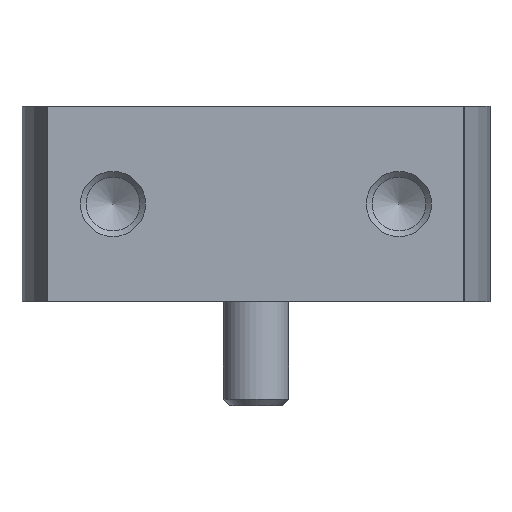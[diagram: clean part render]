
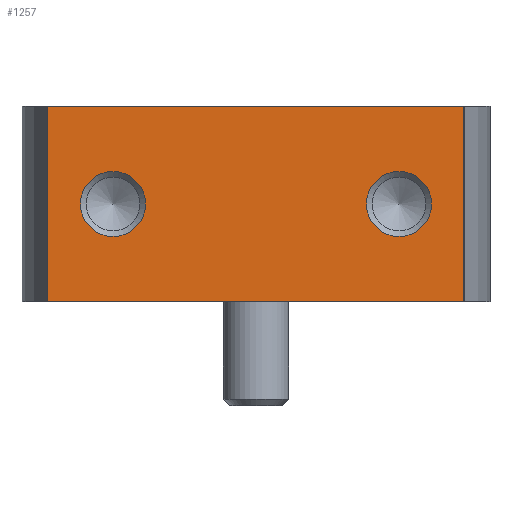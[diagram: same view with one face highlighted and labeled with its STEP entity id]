
A CAD part, left-side view. The second image highlights one B-rep face of the part: STEP entity #1257.
In plain terms, the highlighted face is planar.
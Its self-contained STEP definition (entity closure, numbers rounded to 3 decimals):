
#100=CIRCLE('',#1385,2.5);
#101=CIRCLE('',#1386,2.5);
#202=ORIENTED_EDGE('',*,*,#533,.F.);
#203=ORIENTED_EDGE('',*,*,#534,.F.);
#204=ORIENTED_EDGE('',*,*,#500,.T.);
#205=ORIENTED_EDGE('',*,*,#531,.F.);
#206=ORIENTED_EDGE('',*,*,#535,.F.);
#207=ORIENTED_EDGE('',*,*,#521,.T.);
#500=EDGE_CURVE('',#663,#669,#786,.T.);
#521=EDGE_CURVE('',#690,#663,#794,.T.);
#531=EDGE_CURVE('',#696,#669,#804,.T.);
#533=EDGE_CURVE('',#697,#697,#100,.T.);
#534=EDGE_CURVE('',#698,#698,#101,.T.);
#535=EDGE_CURVE('',#690,#696,#806,.T.);
#663=VERTEX_POINT('',#1936);
#669=VERTEX_POINT('',#1948);
#690=VERTEX_POINT('',#1992);
#696=VERTEX_POINT('',#2010);
#697=VERTEX_POINT('',#2016);
#698=VERTEX_POINT('',#2018);
#786=LINE('',#1949,#879);
#794=LINE('',#1991,#887);
#804=LINE('',#2011,#897);
#806=LINE('',#2019,#899);
#879=VECTOR('',#1534,1000.);
#887=VECTOR('',#1570,1000.);
#897=VECTOR('',#1586,1000.);
#899=VECTOR('',#1596,1000.);
#978=EDGE_LOOP('',(#202));
#979=EDGE_LOOP('',(#203));
#980=EDGE_LOOP('',(#204,#205,#206,#207));
#1097=FACE_BOUND('',#978,.T.);
#1098=FACE_BOUND('',#979,.T.);
#1099=FACE_BOUND('',#980,.T.);
#1214=PLANE('',#1384);
#1257=ADVANCED_FACE('',(#1097,#1098,#1099),#1214,.F.);
#1384=AXIS2_PLACEMENT_3D('',#2014,#1590,#1591);
#1385=AXIS2_PLACEMENT_3D('',#2015,#1592,#1593);
#1386=AXIS2_PLACEMENT_3D('',#2017,#1594,#1595);
#1534=DIRECTION('',(0.,1.,0.));
#1570=DIRECTION('',(0.,0.,-1.));
#1586=DIRECTION('',(0.,0.,-1.));
#1590=DIRECTION('',(-1.,0.,0.));
#1591=DIRECTION('',(0.,0.,1.));
#1592=DIRECTION('',(1.,0.,0.));
#1593=DIRECTION('',(0.,0.,-1.));
#1594=DIRECTION('',(1.,0.,0.));
#1595=DIRECTION('',(0.,0.,-1.));
#1596=DIRECTION('',(0.,1.,0.));
#1936=CARTESIAN_POINT('',(27.5,-16.,-7.5));
#1948=CARTESIAN_POINT('',(27.5,16.,-7.5));
#1949=CARTESIAN_POINT('',(27.5,-16.,-7.5));
#1991=CARTESIAN_POINT('',(27.5,-16.,7.5));
#1992=CARTESIAN_POINT('',(27.5,-16.,7.5));
#2010=CARTESIAN_POINT('',(27.5,16.,7.5));
#2011=CARTESIAN_POINT('',(27.5,16.,7.5));
#2014=CARTESIAN_POINT('',(27.5,-16.,7.5));
#2015=CARTESIAN_POINT('',(27.5,-11.,0.));
#2016=CARTESIAN_POINT('',(27.5,-11.,-2.5));
#2017=CARTESIAN_POINT('',(27.5,11.,0.));
#2018=CARTESIAN_POINT('',(27.5,11.,-2.5));
#2019=CARTESIAN_POINT('',(27.5,-16.,7.5));
